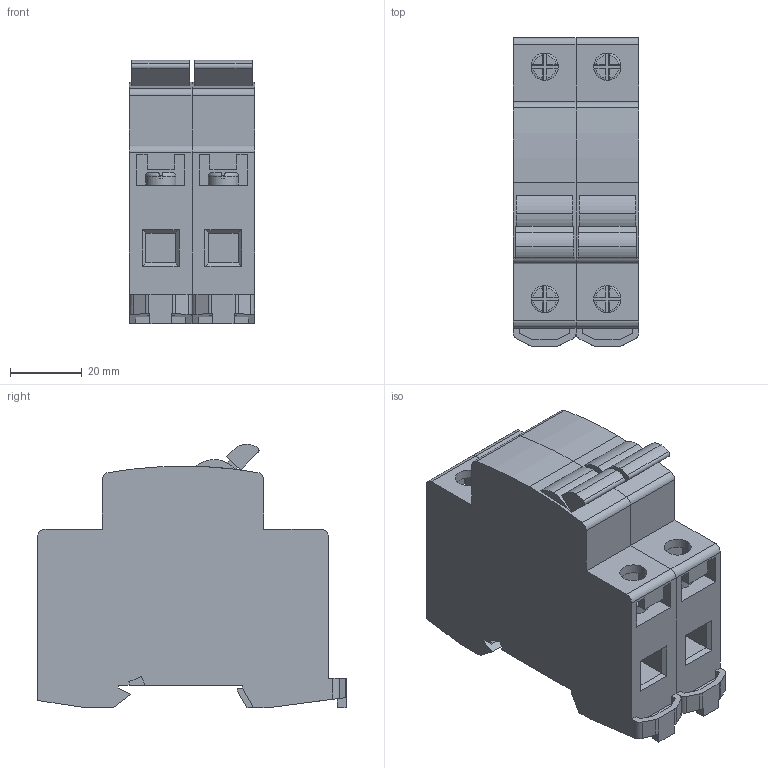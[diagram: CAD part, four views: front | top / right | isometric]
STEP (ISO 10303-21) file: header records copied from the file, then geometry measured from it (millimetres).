
FILE_DESCRIPTION (( 'STEP AP203' ), '1' );
FILE_NAME ('Âûêëþ÷àòåëü íàãðóçêè AVN 2P 25A EKF AVERES (avn-2-25-av).STEP', '2022-01-10T08:08:39', ( '' ), ( '' ), 'SwSTEP 2.0', 'SolidWorks 2021', '' );
FILE_SCHEMA (( 'CONFIG_CONTROL_DESIGN' ));
Length unit declared in the file: millimetre
Products named in the file (1): Âûêëþ÷àòåëü íàãðóçêè AVN 2P 25A EKF AVERES (avn-2-25-av)
Bounding box: 35 x 86.2 x 73.6 mm (x, y, z)
Volume: 151564.3 mm3; surface area: 35915.3 mm2
Topology: 2 solids, 2 shells, 354 faces, 976 edges, 640 vertices
Faces by surface type: plane 298, cylinder 48, torus 8
Entity records: 11343 total; most frequent: CARTESIAN_POINT 2243, ORIENTED_EDGE 1952, DIRECTION 1746, EDGE_CURVE 976, LINE 788, VECTOR 788, VERTEX_POINT 640, AXIS2_PLACEMENT_3D 479
